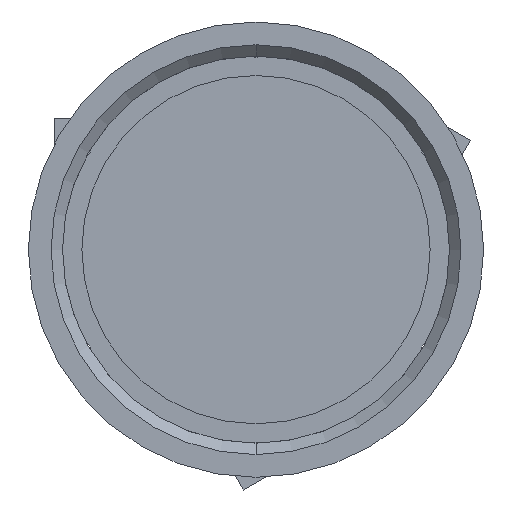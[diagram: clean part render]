
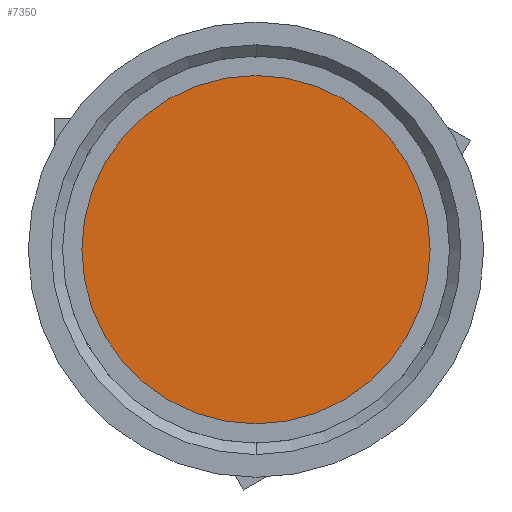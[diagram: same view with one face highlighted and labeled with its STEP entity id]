
A CAD part, front view. The second image highlights one B-rep face of the part: STEP entity #7350.
In plain terms, the highlighted planar face has unit normal (0, -1, 0).
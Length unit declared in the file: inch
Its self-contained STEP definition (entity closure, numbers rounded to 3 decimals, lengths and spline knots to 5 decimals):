
#630 = AXIS2_PLACEMENT_3D ( 'NONE', #5190, #5176, #5174 ) ;
#716 = FACE_OUTER_BOUND ( 'NONE', #6052, .T. ) ;
#2307 = ORIENTED_EDGE ( 'NONE', *, *, #3888, .F. ) ;
#2308 = ORIENTED_EDGE ( 'NONE', *, *, #3881, .F. ) ;
#3851 = VERTEX_POINT ( 'NONE', #7099 ) ;
#3881 = EDGE_CURVE ( 'NONE', #3937, #3851, #4060, .T. ) ;
#3888 = EDGE_CURVE ( 'NONE', #3851, #3937, #4066, .T. ) ;
#3937 = VERTEX_POINT ( 'NONE', #6935 ) ;
#4060 = CIRCLE ( 'NONE', #5417, 0.4 ) ;
#4066 = CIRCLE ( 'NONE', #5422, 0.4 ) ;
#5174 = DIRECTION ( 'NONE',  ( 0., 0., 1. ) ) ;
#5176 = DIRECTION ( 'NONE',  ( 0., 1., 0. ) ) ;
#5189 = PLANE ( 'NONE',  #630 ) ;
#5190 = CARTESIAN_POINT ( 'NONE',  ( 0., 0.385, 0. ) ) ;
#5417 = AXIS2_PLACEMENT_3D ( 'NONE', #7036, #7035, #7034 ) ;
#5422 = AXIS2_PLACEMENT_3D ( 'NONE', #7030, #7018, #7017 ) ;
#6052 = EDGE_LOOP ( 'NONE', ( #2307, #2308 ) ) ;
#6935 = CARTESIAN_POINT ( 'NONE',  ( 0., 0.385, 0.4 ) ) ;
#7017 = DIRECTION ( 'NONE',  ( 0., 0., 1. ) ) ;
#7018 = DIRECTION ( 'NONE',  ( 0., 1., 0. ) ) ;
#7030 = CARTESIAN_POINT ( 'NONE',  ( 0., 0.385, 0. ) ) ;
#7034 = DIRECTION ( 'NONE',  ( 0., 0., 1. ) ) ;
#7035 = DIRECTION ( 'NONE',  ( 0., 1., 0. ) ) ;
#7036 = CARTESIAN_POINT ( 'NONE',  ( 0., 0.385, 0. ) ) ;
#7099 = CARTESIAN_POINT ( 'NONE',  ( 0., 0.385, -0.4 ) ) ;
#7350 = ADVANCED_FACE ( 'NONE', ( #716 ), #5189, .F. ) ;
